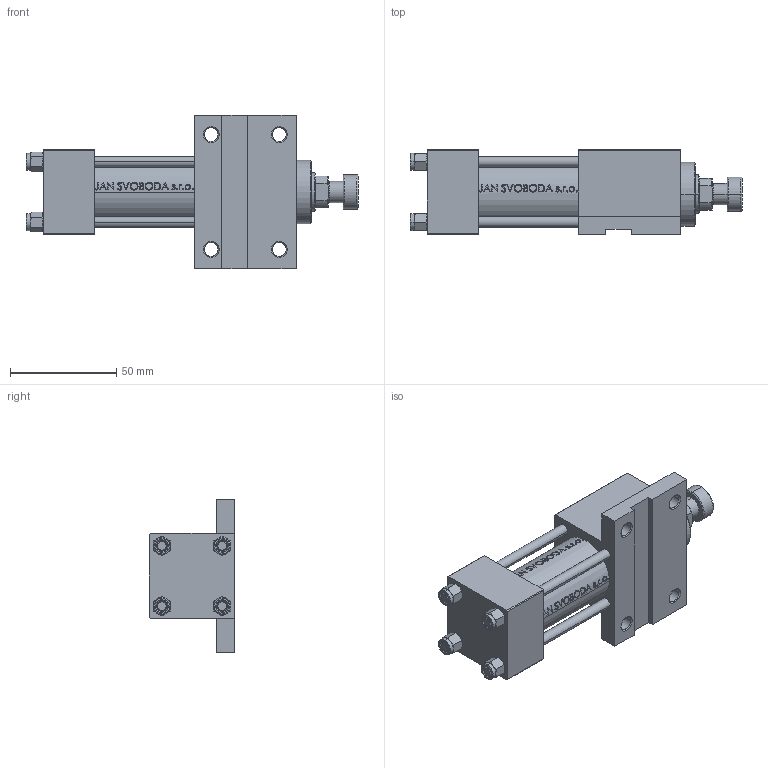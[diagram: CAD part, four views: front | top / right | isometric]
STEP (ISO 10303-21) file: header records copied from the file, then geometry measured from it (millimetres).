
FILE_DESCRIPTION (( 'STEP AP203' ), '1' );
FILE_NAME ('7941.STEP', '2023-01-17T16:42:54', ( '' ), ( '' ), 'SwSTEP 2.0', 'SolidWorks 2019', '' );
FILE_SCHEMA (( 'CONFIG_CONTROL_DESIGN' ));
Length unit declared in the file: millimetre
Products named in the file (7): V215CR_F_TYCINKA 67eaea5722c2f516c43f50d1dc6e7dbf; V215CR_ROD_END_W 67eaea5722c2f516c43f50d1dc6e7dbf; V215CR_F_Body 67eaea5722c2f516c43f50d1dc6e7dbf; 7941; NUT_M5_F 67eaea5722c2f516c43f50d1dc6e7dbf; V215CR_VCP_F 67eaea5722c2f516c43f50d1dc6e7dbf; V215_VC_A 67eaea5722c2f516c43f50d1dc6e7dbf
Assembly tree (12 placements, depth 2):
  7941
    V215CR_F_Body 67eaea5722c2f516c43f50d1dc6e7dbf
    V215CR_VCP_F 67eaea5722c2f516c43f50d1dc6e7dbf
    V215CR_F_TYCINKA 67eaea5722c2f516c43f50d1dc6e7dbf  x4
    NUT_M5_F 67eaea5722c2f516c43f50d1dc6e7dbf  x4
    V215_VC_A 67eaea5722c2f516c43f50d1dc6e7dbf
    V215CR_ROD_END_W 67eaea5722c2f516c43f50d1dc6e7dbf
Bounding box: 156 x 40 x 72 mm (x, y, z)
Volume: 161490.8 mm3; surface area: 62072.8 mm2
Topology: 12 solids, 12 shells, 1119 faces, 2761 edges, 1779 vertices
Faces by surface type: plane 441, bspline 380, cone 154, cylinder 132, torus 12
Entity records: 48052 total; most frequent: CARTESIAN_POINT 25899, ORIENTED_EDGE 5014, DIRECTION 3193, EDGE_CURVE 2507, VERTEX_POINT 1635, LINE 1287, VECTOR 1287, EDGE_LOOP 1132
